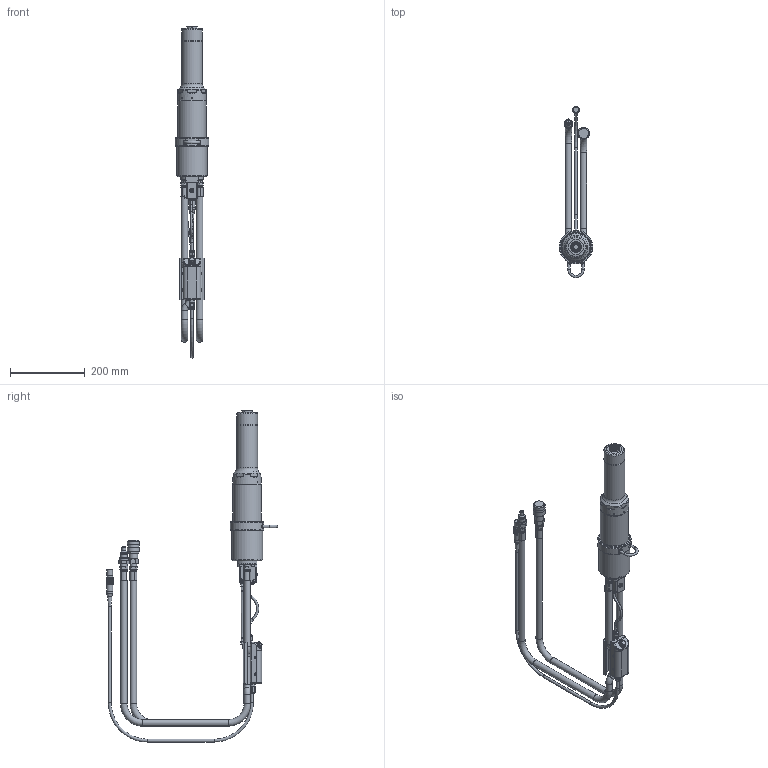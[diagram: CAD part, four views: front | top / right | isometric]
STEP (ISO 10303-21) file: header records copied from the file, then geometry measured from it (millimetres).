
FILE_DESCRIPTION(/* description */ (''),/* implementation_level */ '2;1');
FILE_NAME(/* name */ 'BTT57_99-7852.stp',/* time_stamp */ '2009-11-19T09:10:24-05:00',/* author */ (''),/* organization */ (''),/* preprocessor_version */ 'ST-DEVELOPER v11',/* originating_system */ 'SIEMENS UGS NX 6.0',/* authorisation */ '');
FILE_SCHEMA (('CONFIG_CONTROL_DESIGN'));
Length unit declared in the file: inch
Products named in the file (1): BTT57
Bounding box: 89.85 x 458.46 x 889.05 mm (x, y, z)
Volume: 2165862.6 mm3; surface area: 552918.1 mm2
Topology: 1 solids, 42 shells, 2212 faces, 5276 edges, 3205 vertices
Faces by surface type: plane 1082, cylinder 506, cone 405, torus 180, bspline 31, sphere 8
Full cylindrical faces by diameter (mm): 3.175 x3, 3.404 x8, 3.505 x2, 3.52 x2, 3.81 x3, 4.181 x3, 4.369 x2, 4.407 x1, 4.788 x1, 5.207 x1, 5.588 x12, 5.74 x2, 6.35 x3, 6.655 x4, 7.493 x4, 7.925 x2, 9.474 x1, 10.16 x1, 10.477 x1, 10.858 x1, 11.125 x2, 11.669 x1, 12.192 x1, 12.23 x1, 12.446 x1, 12.535 x2, 12.7 x1, 13.894 x1, 14.732 x1, 14.986 x1
Entity records: 65158 total; most frequent: CARTESIAN_POINT 17544, DIRECTION 9656, ORIENTED_EDGE 9404, EDGE_CURVE 4702, AXIS2_PLACEMENT_3D 3736, VERTEX_POINT 3043, EDGE_LOOP 2811, ADVANCED_FACE 2212
